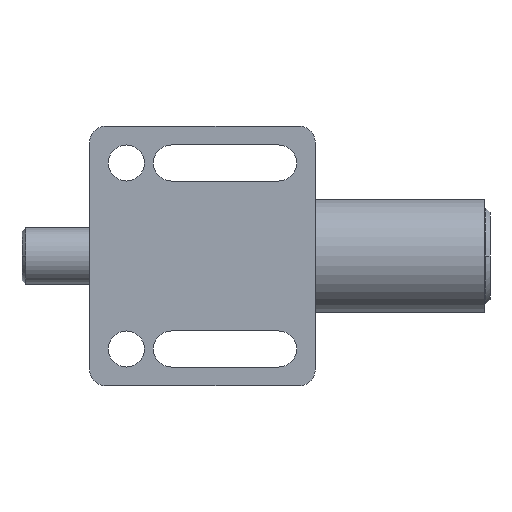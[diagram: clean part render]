
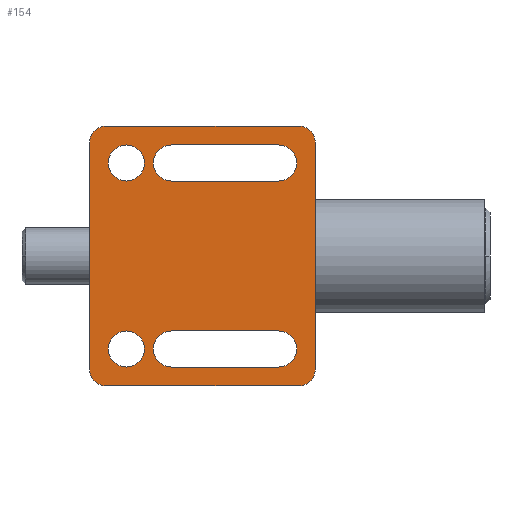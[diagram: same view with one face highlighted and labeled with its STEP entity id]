
A CAD part, front view. The second image highlights one B-rep face of the part: STEP entity #154.
In plain terms, the highlighted planar face has unit normal (0, -1, 0).
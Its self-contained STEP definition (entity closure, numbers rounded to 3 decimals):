
#154=ADVANCED_FACE('',(#326,#327,#328,#329,#330),#331,.F.);
#326=FACE_BOUND('',#521,.T.);
#327=FACE_BOUND('',#522,.T.);
#328=FACE_BOUND('',#523,.T.);
#329=FACE_BOUND('',#524,.T.);
#330=FACE_OUTER_BOUND('',#525,.T.);
#331=PLANE('',#526);
#521=EDGE_LOOP('',(#897,#898,#899,#900,#901,#902));
#522=EDGE_LOOP('',(#903,#904,#905,#906,#907,#908));
#523=EDGE_LOOP('',(#909,#910));
#524=EDGE_LOOP('',(#911,#912));
#525=EDGE_LOOP('',(#913,#914,#915,#916,#917,#918,#919,#920));
#526=AXIS2_PLACEMENT_3D('',#921,#922,#923);
#897=ORIENTED_EDGE('',*,*,#1251,.T.);
#898=ORIENTED_EDGE('',*,*,#1178,.T.);
#899=ORIENTED_EDGE('',*,*,#1249,.T.);
#900=ORIENTED_EDGE('',*,*,#1181,.T.);
#901=ORIENTED_EDGE('',*,*,#1247,.T.);
#902=ORIENTED_EDGE('',*,*,#1254,.T.);
#903=ORIENTED_EDGE('',*,*,#1263,.T.);
#904=ORIENTED_EDGE('',*,*,#1168,.T.);
#905=ORIENTED_EDGE('',*,*,#1261,.T.);
#906=ORIENTED_EDGE('',*,*,#1171,.T.);
#907=ORIENTED_EDGE('',*,*,#1258,.T.);
#908=ORIENTED_EDGE('',*,*,#1268,.T.);
#909=ORIENTED_EDGE('',*,*,#1270,.T.);
#910=ORIENTED_EDGE('',*,*,#1163,.T.);
#911=ORIENTED_EDGE('',*,*,#1272,.T.);
#912=ORIENTED_EDGE('',*,*,#1158,.T.);
#913=ORIENTED_EDGE('',*,*,#1276,.T.);
#914=ORIENTED_EDGE('',*,*,#1287,.F.);
#915=ORIENTED_EDGE('',*,*,#1283,.T.);
#916=ORIENTED_EDGE('',*,*,#1288,.T.);
#917=ORIENTED_EDGE('',*,*,#1289,.T.);
#918=ORIENTED_EDGE('',*,*,#1290,.F.);
#919=ORIENTED_EDGE('',*,*,#1291,.T.);
#920=ORIENTED_EDGE('',*,*,#1232,.F.);
#921=CARTESIAN_POINT('',(20.0,-11.0,0.0));
#922=DIRECTION('',(0.0,1.0,0.0));
#923=DIRECTION('',(0.0,0.0,1.0));
#1158=EDGE_CURVE('',#1375,#1379,#1381,.T.);
#1163=EDGE_CURVE('',#1384,#1388,#1390,.T.);
#1168=EDGE_CURVE('',#1393,#1397,#1399,.T.);
#1171=EDGE_CURVE('',#1404,#1401,#1405,.T.);
#1178=EDGE_CURVE('',#1411,#1415,#1417,.T.);
#1181=EDGE_CURVE('',#1422,#1419,#1423,.T.);
#1232=EDGE_CURVE('',#1499,#1501,#1502,.T.);
#1247=EDGE_CURVE('',#1419,#1522,#1524,.T.);
#1249=EDGE_CURVE('',#1415,#1422,#1526,.T.);
#1251=EDGE_CURVE('',#1528,#1411,#1529,.T.);
#1254=EDGE_CURVE('',#1522,#1528,#1532,.T.);
#1258=EDGE_CURVE('',#1401,#1536,#1538,.T.);
#1261=EDGE_CURVE('',#1397,#1404,#1541,.T.);
#1263=EDGE_CURVE('',#1543,#1393,#1544,.T.);
#1268=EDGE_CURVE('',#1536,#1543,#1550,.T.);
#1270=EDGE_CURVE('',#1388,#1384,#1552,.T.);
#1272=EDGE_CURVE('',#1379,#1375,#1554,.T.);
#1276=EDGE_CURVE('',#1499,#1557,#1559,.T.);
#1283=EDGE_CURVE('',#1569,#1570,#1571,.T.);
#1287=EDGE_CURVE('',#1569,#1557,#1575,.T.);
#1288=EDGE_CURVE('',#1570,#1576,#1577,.T.);
#1289=EDGE_CURVE('',#1576,#1578,#1579,.T.);
#1290=EDGE_CURVE('',#1580,#1578,#1581,.T.);
#1291=EDGE_CURVE('',#1580,#1501,#1582,.T.);
#1375=VERTEX_POINT('',#1702);
#1379=VERTEX_POINT('',#1707);
#1381=CIRCLE('',#1710,3.2);
#1384=VERTEX_POINT('',#1713);
#1388=VERTEX_POINT('',#1718);
#1390=CIRCLE('',#1721,3.2);
#1393=VERTEX_POINT('',#1724);
#1397=VERTEX_POINT('',#1729);
#1399=CIRCLE('',#1732,3.2);
#1401=VERTEX_POINT('',#1734);
#1404=VERTEX_POINT('',#1738);
#1405=CIRCLE('',#1739,3.2);
#1411=VERTEX_POINT('',#1746);
#1415=VERTEX_POINT('',#1751);
#1417=CIRCLE('',#1754,3.2);
#1419=VERTEX_POINT('',#1756);
#1422=VERTEX_POINT('',#1760);
#1423=CIRCLE('',#1761,3.2);
#1499=VERTEX_POINT('',#1855);
#1501=VERTEX_POINT('',#1858);
#1502=LINE('',#1859,#1860);
#1522=VERTEX_POINT('',#1886);
#1524=CIRCLE('',#1889,3.2);
#1526=LINE('',#1891,#1892);
#1528=VERTEX_POINT('',#1894);
#1529=CIRCLE('',#1895,3.2);
#1532=LINE('',#1899,#1900);
#1536=VERTEX_POINT('',#1904);
#1538=CIRCLE('',#1907,3.2);
#1541=LINE('',#1911,#1912);
#1543=VERTEX_POINT('',#1914);
#1544=CIRCLE('',#1915,3.2);
#1550=LINE('',#1923,#1924);
#1552=CIRCLE('',#1926,3.2);
#1554=CIRCLE('',#1928,3.2);
#1557=VERTEX_POINT('',#1931);
#1559=CIRCLE('',#1934,2.8);
#1569=VERTEX_POINT('',#1946);
#1570=VERTEX_POINT('',#1947);
#1571=CIRCLE('',#1948,2.8);
#1575=LINE('',#1954,#1955);
#1576=VERTEX_POINT('',#1956);
#1577=LINE('',#1957,#1958);
#1578=VERTEX_POINT('',#1959);
#1579=CIRCLE('',#1960,2.8);
#1580=VERTEX_POINT('',#1961);
#1581=LINE('',#1962,#1963);
#1582=CIRCLE('',#1964,2.8);
#1702=CARTESIAN_POINT('',(9.7,-11.0,-16.5));
#1707=CARTESIAN_POINT('',(3.3,-11.0,-16.5));
#1710=AXIS2_PLACEMENT_3D('',#2137,#2138,#2139);
#1713=CARTESIAN_POINT('',(9.7,-11.0,16.5));
#1718=CARTESIAN_POINT('',(3.3,-11.0,16.5));
#1721=AXIS2_PLACEMENT_3D('',#2145,#2146,#2147);
#1724=CARTESIAN_POINT('',(36.7,-11.0,-16.5));
#1729=CARTESIAN_POINT('',(33.5,-11.0,-19.7));
#1732=AXIS2_PLACEMENT_3D('',#2153,#2154,#2155);
#1734=CARTESIAN_POINT('',(11.3,-11.0,-16.5));
#1738=CARTESIAN_POINT('',(14.5,-11.0,-19.7));
#1739=AXIS2_PLACEMENT_3D('',#2157,#2158,#2159);
#1746=CARTESIAN_POINT('',(36.7,-11.0,16.5));
#1751=CARTESIAN_POINT('',(33.5,-11.0,13.3));
#1754=AXIS2_PLACEMENT_3D('',#2169,#2170,#2171);
#1756=CARTESIAN_POINT('',(11.3,-11.0,16.5));
#1760=CARTESIAN_POINT('',(14.5,-11.0,13.3));
#1761=AXIS2_PLACEMENT_3D('',#2173,#2174,#2175);
#1855=CARTESIAN_POINT('',(40.0,-11.0,20.2));
#1858=CARTESIAN_POINT('',(40.0,-11.0,-20.2));
#1859=CARTESIAN_POINT('',(40.0,-11.0,0.0));
#1860=VECTOR('',#2252,1.0);
#1886=CARTESIAN_POINT('',(14.5,-11.0,19.7));
#1889=AXIS2_PLACEMENT_3D('',#2275,#2276,#2277);
#1891=CARTESIAN_POINT('',(22.0,-11.0,13.3));
#1892=VECTOR('',#2278,1.0);
#1894=CARTESIAN_POINT('',(33.5,-11.0,19.7));
#1895=AXIS2_PLACEMENT_3D('',#2279,#2280,#2281);
#1899=CARTESIAN_POINT('',(22.0,-11.0,19.7));
#1900=VECTOR('',#2283,1.0);
#1904=CARTESIAN_POINT('',(14.5,-11.0,-13.3));
#1907=AXIS2_PLACEMENT_3D('',#2288,#2289,#2290);
#1911=CARTESIAN_POINT('',(22.0,-11.0,-19.7));
#1912=VECTOR('',#2292,1.0);
#1914=CARTESIAN_POINT('',(33.5,-11.0,-13.3));
#1915=AXIS2_PLACEMENT_3D('',#2293,#2294,#2295);
#1923=CARTESIAN_POINT('',(22.0,-11.0,-13.3));
#1924=VECTOR('',#2301,1.0);
#1926=AXIS2_PLACEMENT_3D('',#2302,#2303,#2304);
#1928=AXIS2_PLACEMENT_3D('',#2305,#2306,#2307);
#1931=CARTESIAN_POINT('',(37.2,-11.0,23.0));
#1934=AXIS2_PLACEMENT_3D('',#2312,#2313,#2314);
#1946=CARTESIAN_POINT('',(2.8,-11.0,23.0));
#1947=CARTESIAN_POINT('',(0.0,-11.0,20.2));
#1948=AXIS2_PLACEMENT_3D('',#2323,#2324,#2325);
#1954=CARTESIAN_POINT('',(20.0,-11.0,23.0));
#1955=VECTOR('',#2328,1.0);
#1956=CARTESIAN_POINT('',(0.0,-11.0,-20.2));
#1957=CARTESIAN_POINT('',(0.0,-11.0,0.0));
#1958=VECTOR('',#2329,1.0);
#1959=CARTESIAN_POINT('',(2.8,-11.0,-23.0));
#1960=AXIS2_PLACEMENT_3D('',#2330,#2331,#2332);
#1961=CARTESIAN_POINT('',(37.2,-11.0,-23.0));
#1962=CARTESIAN_POINT('',(20.0,-11.0,-23.0));
#1963=VECTOR('',#2333,1.0);
#1964=AXIS2_PLACEMENT_3D('',#2334,#2335,#2336);
#2137=CARTESIAN_POINT('',(6.5,-11.0,-16.5));
#2138=DIRECTION('',(-0.0,1.0,0.0));
#2139=DIRECTION('',(1.0,0.0,0.0));
#2145=CARTESIAN_POINT('',(6.5,-11.0,16.5));
#2146=DIRECTION('',(-0.0,1.0,0.0));
#2147=DIRECTION('',(1.0,0.0,0.0));
#2153=CARTESIAN_POINT('',(33.5,-11.0,-16.5));
#2154=DIRECTION('',(-0.0,1.0,0.0));
#2155=DIRECTION('',(1.0,0.0,0.0));
#2157=CARTESIAN_POINT('',(14.5,-11.0,-16.5));
#2158=DIRECTION('',(-0.0,1.0,0.0));
#2159=DIRECTION('',(1.0,0.0,0.0));
#2169=CARTESIAN_POINT('',(33.5,-11.0,16.5));
#2170=DIRECTION('',(-0.0,1.0,0.0));
#2171=DIRECTION('',(1.0,0.0,0.0));
#2173=CARTESIAN_POINT('',(14.5,-11.0,16.5));
#2174=DIRECTION('',(-0.0,1.0,0.0));
#2175=DIRECTION('',(1.0,0.0,0.0));
#2252=DIRECTION('',(0.0,0.0,-1.0));
#2275=CARTESIAN_POINT('',(14.5,-11.0,16.5));
#2276=DIRECTION('',(-0.0,1.0,0.0));
#2277=DIRECTION('',(1.0,0.0,0.0));
#2278=DIRECTION('',(-1.0,0.0,0.0));
#2279=CARTESIAN_POINT('',(33.5,-11.0,16.5));
#2280=DIRECTION('',(-0.0,1.0,0.0));
#2281=DIRECTION('',(1.0,0.0,0.0));
#2283=DIRECTION('',(1.0,0.0,0.0));
#2288=CARTESIAN_POINT('',(14.5,-11.0,-16.5));
#2289=DIRECTION('',(-0.0,1.0,0.0));
#2290=DIRECTION('',(1.0,0.0,0.0));
#2292=DIRECTION('',(-1.0,0.0,0.0));
#2293=CARTESIAN_POINT('',(33.5,-11.0,-16.5));
#2294=DIRECTION('',(-0.0,1.0,0.0));
#2295=DIRECTION('',(1.0,0.0,0.0));
#2301=DIRECTION('',(1.0,0.0,0.0));
#2302=CARTESIAN_POINT('',(6.5,-11.0,16.5));
#2303=DIRECTION('',(-0.0,1.0,0.0));
#2304=DIRECTION('',(1.0,0.0,0.0));
#2305=CARTESIAN_POINT('',(6.5,-11.0,-16.5));
#2306=DIRECTION('',(-0.0,1.0,0.0));
#2307=DIRECTION('',(1.0,0.0,0.0));
#2312=CARTESIAN_POINT('',(37.2,-11.0,20.2));
#2313=DIRECTION('',(-0.0,-1.0,0.0));
#2314=DIRECTION('',(0.,0.0,1.0));
#2323=CARTESIAN_POINT('',(2.8,-11.0,20.2));
#2324=DIRECTION('',(0.0,-1.0,-0.0));
#2325=DIRECTION('',(-1.0,0.0,0.));
#2328=DIRECTION('',(1.0,0.0,0.0));
#2329=DIRECTION('',(0.0,0.0,-1.0));
#2330=CARTESIAN_POINT('',(2.8,-11.0,-20.2));
#2331=DIRECTION('',(0.0,-1.0,0.0));
#2332=DIRECTION('',(0.,0.0,-1.0));
#2333=DIRECTION('',(-1.0,0.0,0.0));
#2334=CARTESIAN_POINT('',(37.2,-11.0,-20.2));
#2335=DIRECTION('',(0.0,-1.0,-0.0));
#2336=DIRECTION('',(1.0,0.0,0.0));
